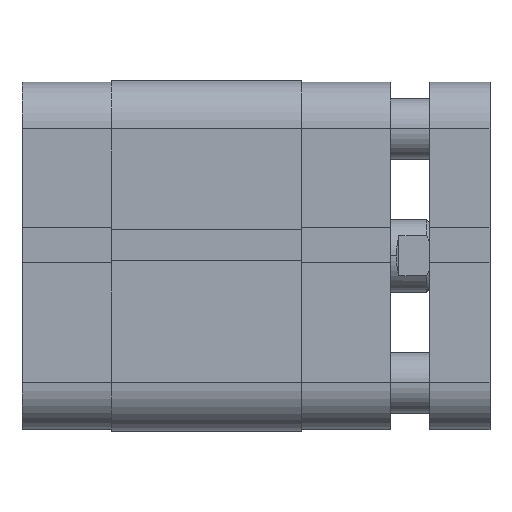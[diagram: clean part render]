
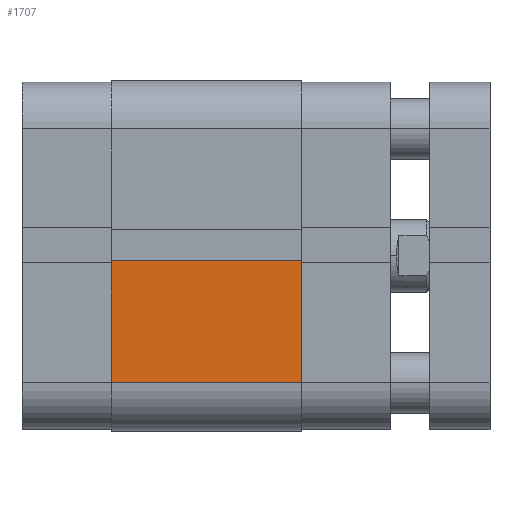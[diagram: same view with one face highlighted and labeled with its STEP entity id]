
A CAD part, top view. The second image highlights one B-rep face of the part: STEP entity #1707.
In plain terms, the highlighted face is planar.
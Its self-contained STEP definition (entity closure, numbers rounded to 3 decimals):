
#323 = LINE ( 'NONE', #6199, #326 ) ;
#326 = VECTOR ( 'NONE', #6200, 1000. ) ;
#688 = LINE ( 'NONE', #6714, #689 ) ;
#689 = VECTOR ( 'NONE', #6715, 1000. ) ;
#769 = LINE ( 'NONE', #6856, #786 ) ;
#786 = VECTOR ( 'NONE', #6857, 1000. ) ;
#1680 = EDGE_CURVE ( 'NONE', #5363, #5366, #4090, .T. ) ;
#1707 = ADVANCED_FACE ( 'NONE', ( #4097 ), #2351, .T. ) ;
#2101 = CARTESIAN_POINT ( 'NONE',  ( 29., -63.941, 31.5 ) ) ;
#2180 = CARTESIAN_POINT ( 'NONE',  ( 29., -63.941, 0. ) ) ;
#2346 = DIRECTION ( 'NONE',  ( 0., -1., 0. ) ) ;
#2350 = DIRECTION ( 'NONE',  ( 1., 0., 0. ) ) ;
#2351 = PLANE ( 'NONE',  #4803 ) ;
#2361 = DIRECTION ( 'NONE',  ( 0., 1., 0. ) ) ;
#2456 = EDGE_CURVE ( 'NONE', #5365, #5366, #323, .T. ) ;
#2675 = EDGE_CURVE ( 'NONE', #5361, #5363, #688, .T. ) ;
#3150 = EDGE_CURVE ( 'NONE', #5361, #5365, #769, .T. ) ;
#3303 = ORIENTED_EDGE ( 'NONE', *, *, #2456, .T. ) ;
#3304 = ORIENTED_EDGE ( 'NONE', *, *, #3150, .T. ) ;
#3305 = ORIENTED_EDGE ( 'NONE', *, *, #2675, .F. ) ;
#3306 = ORIENTED_EDGE ( 'NONE', *, *, #1680, .F. ) ;
#3795 = EDGE_LOOP ( 'NONE', ( #3306, #3305, #3304, #3303 ) ) ;
#4090 = LINE ( 'NONE', #2180, #4094 ) ;
#4094 = VECTOR ( 'NONE', #2346, 1000. ) ;
#4097 = FACE_OUTER_BOUND ( 'NONE', #3795, .T. ) ;
#4803 = AXIS2_PLACEMENT_3D ( 'NONE', #2101, #2350, #2361 ) ;
#5361 = VERTEX_POINT ( 'NONE', #7903 ) ;
#5363 = VERTEX_POINT ( 'NONE', #7904 ) ;
#5365 = VERTEX_POINT ( 'NONE', #7905 ) ;
#5366 = VERTEX_POINT ( 'NONE', #7906 ) ;
#6199 = CARTESIAN_POINT ( 'NONE',  ( 29., 0.85, 31.5 ) ) ;
#6200 = DIRECTION ( 'NONE',  ( 0., 0., -1. ) ) ;
#6714 = CARTESIAN_POINT ( 'NONE',  ( 29., 21., 31.5 ) ) ;
#6715 = DIRECTION ( 'NONE',  ( 0., 0., -1. ) ) ;
#6856 = CARTESIAN_POINT ( 'NONE',  ( 29., -63.941, 31.5 ) ) ;
#6857 = DIRECTION ( 'NONE',  ( 0., -1., 0. ) ) ;
#7903 = CARTESIAN_POINT ( 'NONE',  ( 29., 21., 31.5 ) ) ;
#7904 = CARTESIAN_POINT ( 'NONE',  ( 29., 21., 0. ) ) ;
#7905 = CARTESIAN_POINT ( 'NONE',  ( 29., 0.85, 31.5 ) ) ;
#7906 = CARTESIAN_POINT ( 'NONE',  ( 29., 0.85, 0. ) ) ;
